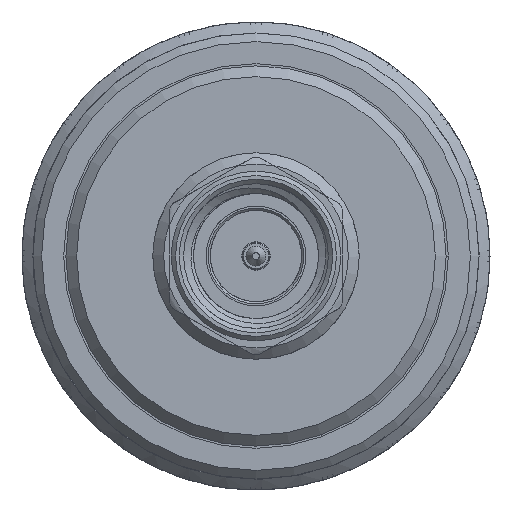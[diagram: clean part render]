
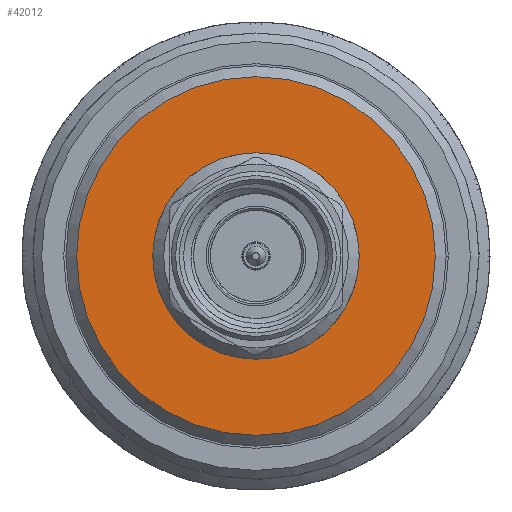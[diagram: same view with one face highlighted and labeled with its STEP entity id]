
A CAD part, left-side view. The second image highlights one B-rep face of the part: STEP entity #42012.
In plain terms, the highlighted planar face has unit normal (-1, 0, 0).
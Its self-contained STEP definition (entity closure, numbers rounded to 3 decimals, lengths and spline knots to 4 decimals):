
#6464=PLANE('',#44273);
#6787=ORIENTED_EDGE('',*,*,#15256,.T.);
#6788=ORIENTED_EDGE('',*,*,#15361,.T.);
#15256=EDGE_CURVE('',#19606,#19606,#21844,.F.);
#15361=EDGE_CURVE('',#19683,#19683,#21883,.T.);
#19606=VERTEX_POINT('',#46600);
#19683=VERTEX_POINT('',#47510);
#21844=CIRCLE('',#44183,4.75);
#21883=CIRCLE('',#44274,8.25);
#22097=EDGE_LOOP('',(#6787));
#22098=EDGE_LOOP('',(#6788));
#24379=FACE_BOUND('',#22097,.T.);
#24380=FACE_BOUND('',#22098,.T.);
#42012=ADVANCED_FACE('',(#24379,#24380),#6464,.T.);
#44183=AXIS2_PLACEMENT_3D('',#46599,#44981,#44982);
#44273=AXIS2_PLACEMENT_3D('',#47508,#45189,#45190);
#44274=AXIS2_PLACEMENT_3D('',#47509,#45191,#45192);
#44981=DIRECTION('',(-1.,0.,0.));
#44982=DIRECTION('',(0.,0.,1.));
#45189=DIRECTION('',(-1.,0.,0.));
#45190=DIRECTION('',(0.,0.,1.));
#45191=DIRECTION('',(-1.,0.,0.));
#45192=DIRECTION('',(0.,0.,1.));
#46599=CARTESIAN_POINT('',(0.67,0.,0.));
#46600=CARTESIAN_POINT('',(0.67,0.,4.75));
#47508=CARTESIAN_POINT('',(0.67,0.,0.));
#47509=CARTESIAN_POINT('',(0.67,0.,0.));
#47510=CARTESIAN_POINT('',(0.67,0.,8.25));
